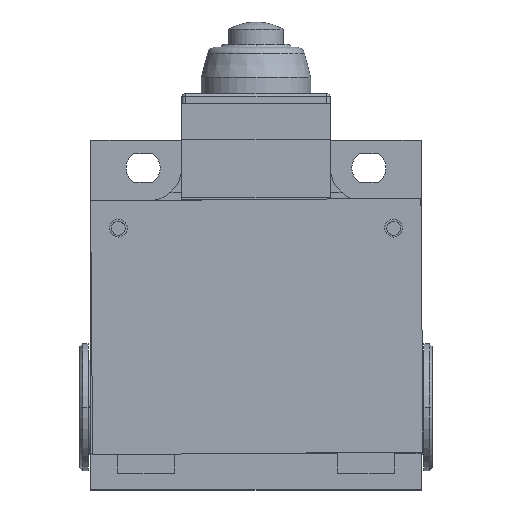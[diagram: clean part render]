
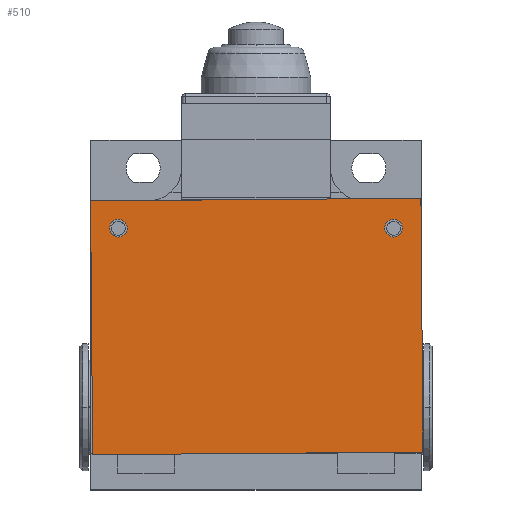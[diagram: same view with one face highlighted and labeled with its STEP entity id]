
A CAD part, top view. The second image highlights one B-rep face of the part: STEP entity #510.
In plain terms, the highlighted planar face has unit normal (0, 0, 1).
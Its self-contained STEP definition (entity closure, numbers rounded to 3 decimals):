
#510=ADVANCED_FACE('',(#1610,#1611,#1612),#1613,.T.);
#1610=FACE_OUTER_BOUND('',#3169,.T.);
#1611=FACE_BOUND('',#3170,.T.);
#1612=FACE_BOUND('',#3171,.T.);
#1613=PLANE('',#3172);
#3169=EDGE_LOOP('',(#7025,#7026,#7027,#7028));
#3170=EDGE_LOOP('',(#7029,#7030));
#3171=EDGE_LOOP('',(#7031,#7032));
#3172=AXIS2_PLACEMENT_3D('',#7033,#7034,#7035);
#7025=ORIENTED_EDGE('',*,*,#10528,.F.);
#7026=ORIENTED_EDGE('',*,*,#10526,.F.);
#7027=ORIENTED_EDGE('',*,*,#10524,.F.);
#7028=ORIENTED_EDGE('',*,*,#10522,.F.);
#7029=ORIENTED_EDGE('',*,*,#10529,.F.);
#7030=ORIENTED_EDGE('',*,*,#10530,.F.);
#7031=ORIENTED_EDGE('',*,*,#10531,.F.);
#7032=ORIENTED_EDGE('',*,*,#10532,.F.);
#7033=CARTESIAN_POINT('',(0.327,-25.149,27.8));
#7034=DIRECTION('',(0.0,-0.0,1.0));
#7035=DIRECTION('',(1.,0.008,0.0));
#10522=EDGE_CURVE('',#12960,#12962,#12963,.T.);
#10524=EDGE_CURVE('',#12962,#12965,#12966,.T.);
#10526=EDGE_CURVE('',#12965,#12968,#12969,.T.);
#10528=EDGE_CURVE('',#12968,#12960,#12971,.T.);
#10529=EDGE_CURVE('',#12972,#12973,#12974,.T.);
#10530=EDGE_CURVE('',#12973,#12972,#12975,.T.);
#10531=EDGE_CURVE('',#12976,#12977,#12978,.T.);
#10532=EDGE_CURVE('',#12977,#12976,#12979,.T.);
#12960=VERTEX_POINT('',#16733);
#12962=VERTEX_POINT('',#16736);
#12963=LINE('',#16737,#16738);
#12965=VERTEX_POINT('',#16741);
#12966=LINE('',#16742,#16743);
#12968=VERTEX_POINT('',#16746);
#12969=LINE('',#16747,#16748);
#12971=LINE('',#16751,#16752);
#12972=VERTEX_POINT('',#16753);
#12973=VERTEX_POINT('',#16754);
#12974=CIRCLE('',#16755,1.6);
#12975=CIRCLE('',#16756,1.6);
#12976=VERTEX_POINT('',#16757);
#12977=VERTEX_POINT('',#16758);
#12978=CIRCLE('',#16759,1.6);
#12979=CIRCLE('',#16760,1.6);
#16733=CARTESIAN_POINT('',(-29.672,-25.389,27.8));
#16736=CARTESIAN_POINT('',(-30.041,20.71,27.8));
#16737=CARTESIAN_POINT('',(-29.672,-25.389,27.8));
#16738=VECTOR('',#20390,46.1);
#16741=CARTESIAN_POINT('',(29.957,21.19,27.8));
#16742=CARTESIAN_POINT('',(-30.041,20.71,27.8));
#16743=VECTOR('',#20392,60.0);
#16746=CARTESIAN_POINT('',(30.326,-24.909,27.8));
#16747=CARTESIAN_POINT('',(29.957,21.19,27.8));
#16748=VECTOR('',#20394,46.1);
#16751=CARTESIAN_POINT('',(30.326,-24.909,27.8));
#16752=VECTOR('',#20396,60.0);
#16753=CARTESIAN_POINT('',(23.401,15.737,27.8));
#16754=CARTESIAN_POINT('',(26.601,15.763,27.8));
#16755=AXIS2_PLACEMENT_3D('',#20397,#20398,#20399);
#16756=AXIS2_PLACEMENT_3D('',#20400,#20401,#20402);
#16757=CARTESIAN_POINT('',(-26.601,15.737,27.8));
#16758=CARTESIAN_POINT('',(-23.401,15.763,27.8));
#16759=AXIS2_PLACEMENT_3D('',#20403,#20404,#20405);
#16760=AXIS2_PLACEMENT_3D('',#20406,#20407,#20408);
#20390=DIRECTION('',(-0.008,1.,0.0));
#20392=DIRECTION('',(1.,0.008,0.0));
#20394=DIRECTION('',(0.008,-1.,0.0));
#20396=DIRECTION('',(-1.,-0.008,0.0));
#20397=CARTESIAN_POINT('',(25.001,15.75,27.8));
#20398=DIRECTION('',(0.0,0.0,1.0));
#20399=DIRECTION('',(-1.,-0.008,0.0));
#20400=CARTESIAN_POINT('',(25.001,15.75,27.8));
#20401=DIRECTION('',(0.0,-0.0,1.0));
#20402=DIRECTION('',(1.,0.008,0.0));
#20403=CARTESIAN_POINT('',(-25.001,15.75,27.8));
#20404=DIRECTION('',(0.0,0.0,1.0));
#20405=DIRECTION('',(-1.,-0.008,0.0));
#20406=CARTESIAN_POINT('',(-25.001,15.75,27.8));
#20407=DIRECTION('',(0.0,-0.0,1.0));
#20408=DIRECTION('',(1.,0.008,0.0));
